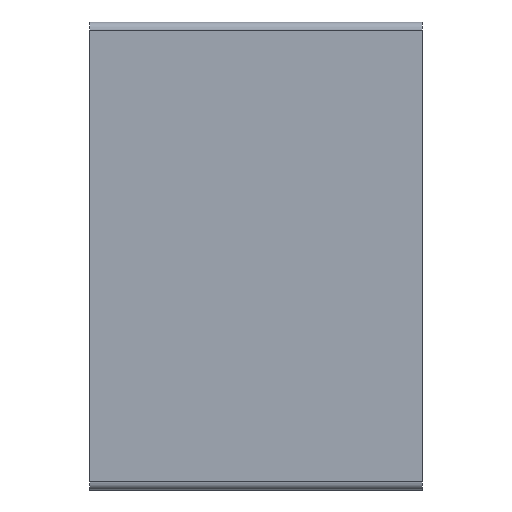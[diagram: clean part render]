
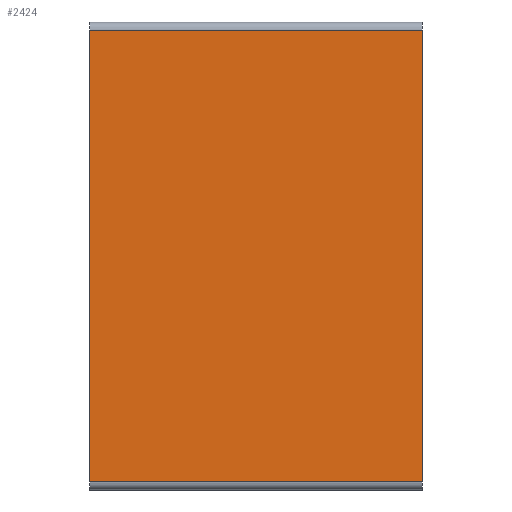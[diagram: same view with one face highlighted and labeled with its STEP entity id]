
A CAD part, left-side view. The second image highlights one B-rep face of the part: STEP entity #2424.
In plain terms, the highlighted planar face has unit normal (-1, 0, 0).
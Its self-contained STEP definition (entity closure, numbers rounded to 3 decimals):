
#112=DIRECTION('',(0.,0.,1.));
#113=VECTOR('',#112,27.);
#114=CARTESIAN_POINT('',(-20.25,0.,-13.5));
#115=LINE('',#114,#113);
#324=DIRECTION('',(0.,1.,0.));
#325=VECTOR('',#324,19.9);
#326=CARTESIAN_POINT('',(-20.25,0.,-13.5));
#327=LINE('',#326,#325);
#328=DIRECTION('',(0.,-1.,0.));
#329=VECTOR('',#328,19.9);
#330=CARTESIAN_POINT('',(-20.25,19.9,13.5));
#331=LINE('',#330,#329);
#659=DIRECTION('',(0.,0.,1.));
#660=VECTOR('',#659,27.);
#661=CARTESIAN_POINT('',(-20.25,19.9,-13.5));
#662=LINE('',#661,#660);
#1645=CARTESIAN_POINT('',(-20.25,0.,-13.5));
#1646=CARTESIAN_POINT('',(-20.25,19.9,-13.5));
#1647=VERTEX_POINT('',#1645);
#1648=VERTEX_POINT('',#1646);
#1661=CARTESIAN_POINT('',(-20.25,19.9,13.5));
#1662=CARTESIAN_POINT('',(-20.25,0.,13.5));
#1663=VERTEX_POINT('',#1661);
#1664=VERTEX_POINT('',#1662);
#2411=CARTESIAN_POINT('',(-20.25,0.,-14.));
#2412=DIRECTION('',(-1.,0.,0.));
#2413=DIRECTION('',(0.,0.,1.));
#2414=AXIS2_PLACEMENT_3D('',#2411,#2412,#2413);
#2415=PLANE('',#2414);
#2417=ORIENTED_EDGE('',*,*,#2416,.T.);
#2419=ORIENTED_EDGE('',*,*,#2418,.T.);
#2420=ORIENTED_EDGE('',*,*,#2402,.T.);
#2421=ORIENTED_EDGE('',*,*,#1974,.F.);
#2422=EDGE_LOOP('',(#2417,#2419,#2420,#2421));
#2423=FACE_OUTER_BOUND('',#2422,.F.);
#2424=ADVANCED_FACE('',(#2423),#2415,.T.);
#1974=EDGE_CURVE('',#1647,#1664,#115,.T.);
#2402=EDGE_CURVE('',#1663,#1664,#331,.T.);
#2416=EDGE_CURVE('',#1647,#1648,#327,.T.);
#2418=EDGE_CURVE('',#1648,#1663,#662,.T.);
